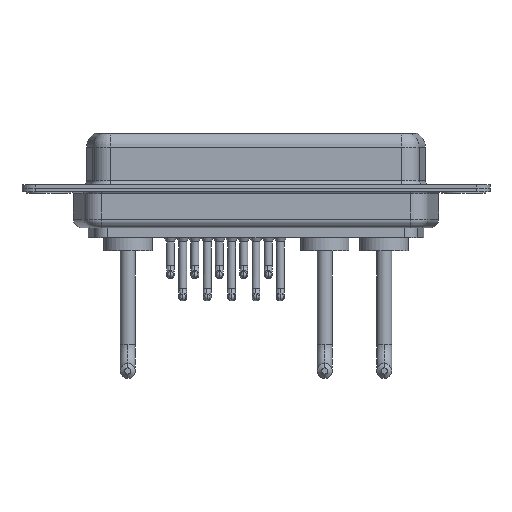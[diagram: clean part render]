
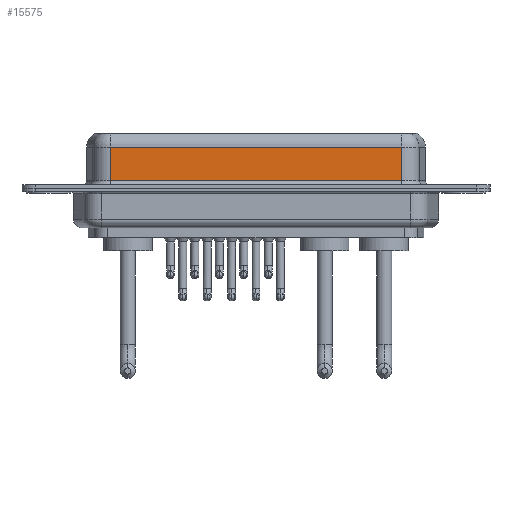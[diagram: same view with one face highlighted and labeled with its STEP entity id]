
A CAD part, front view. The second image highlights one B-rep face of the part: STEP entity #15575.
In plain terms, the highlighted planar face has unit normal (0, -1, 0).
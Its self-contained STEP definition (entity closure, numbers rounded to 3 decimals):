
#662 = VECTOR ( 'NONE', #10009, 1000. ) ;
#1600 = DIRECTION ( 'NONE',  ( 0., 0., -1. ) ) ;
#1901 = CARTESIAN_POINT ( 'NONE',  ( 7.013, -3.95, 0.9 ) ) ;
#2980 = LINE ( 'NONE', #6813, #11753 ) ;
#3047 = DIRECTION ( 'NONE',  ( 0., 1., 0. ) ) ;
#3142 = ORIENTED_EDGE ( 'NONE', *, *, #16181, .T. ) ;
#4954 = EDGE_CURVE ( 'NONE', #14636, #8041, #11935, .T. ) ;
#5751 = EDGE_LOOP ( 'NONE', ( #11242, #11268, #3142, #8023 ) ) ;
#6416 = EDGE_CURVE ( 'NONE', #12495, #13556, #7873, .T. ) ;
#6813 = CARTESIAN_POINT ( 'NONE',  ( 40.037, -3.95, 6.4 ) ) ;
#7543 = LINE ( 'NONE', #17004, #662 ) ;
#7809 = DIRECTION ( 'NONE',  ( 1., 0., 0. ) ) ;
#7873 = LINE ( 'NONE', #10503, #13353 ) ;
#8023 = ORIENTED_EDGE ( 'NONE', *, *, #4954, .T. ) ;
#8041 = VERTEX_POINT ( 'NONE', #15053 ) ;
#8463 = DIRECTION ( 'NONE',  ( 0., 0., 1. ) ) ;
#8552 = PLANE ( 'NONE',  #13733 ) ;
#10009 = DIRECTION ( 'NONE',  ( 0., 0., -1. ) ) ;
#10503 = CARTESIAN_POINT ( 'NONE',  ( 40.037, -3.95, 4.65 ) ) ;
#11242 = ORIENTED_EDGE ( 'NONE', *, *, #11544, .F. ) ;
#11268 = ORIENTED_EDGE ( 'NONE', *, *, #6416, .T. ) ;
#11544 = EDGE_CURVE ( 'NONE', #12495, #8041, #2980, .T. ) ;
#11753 = VECTOR ( 'NONE', #1600, 1000. ) ;
#11935 = LINE ( 'NONE', #14814, #13829 ) ;
#12495 = VERTEX_POINT ( 'NONE', #14740 ) ;
#13160 = CARTESIAN_POINT ( 'NONE',  ( 7.013, -3.95, 4.65 ) ) ;
#13353 = VECTOR ( 'NONE', #15505, 1000. ) ;
#13556 = VERTEX_POINT ( 'NONE', #13160 ) ;
#13694 = FACE_OUTER_BOUND ( 'NONE', #5751, .T. ) ;
#13733 = AXIS2_PLACEMENT_3D ( 'NONE', #15113, #3047, #8463 ) ;
#13829 = VECTOR ( 'NONE', #7809, 1000. ) ;
#14636 = VERTEX_POINT ( 'NONE', #1901 ) ;
#14740 = CARTESIAN_POINT ( 'NONE',  ( 40.037, -3.95, 4.65 ) ) ;
#14814 = CARTESIAN_POINT ( 'NONE',  ( 40.037, -3.95, 0.9 ) ) ;
#15053 = CARTESIAN_POINT ( 'NONE',  ( 40.037, -3.95, 0.9 ) ) ;
#15113 = CARTESIAN_POINT ( 'NONE',  ( 40.037, -3.95, 6.4 ) ) ;
#15505 = DIRECTION ( 'NONE',  ( -1., 0., 0. ) ) ;
#15575 = ADVANCED_FACE ( 'NONE', ( #13694 ), #8552, .F. ) ;
#16181 = EDGE_CURVE ( 'NONE', #13556, #14636, #7543, .T. ) ;
#17004 = CARTESIAN_POINT ( 'NONE',  ( 7.013, -3.95, 6.4 ) ) ;
